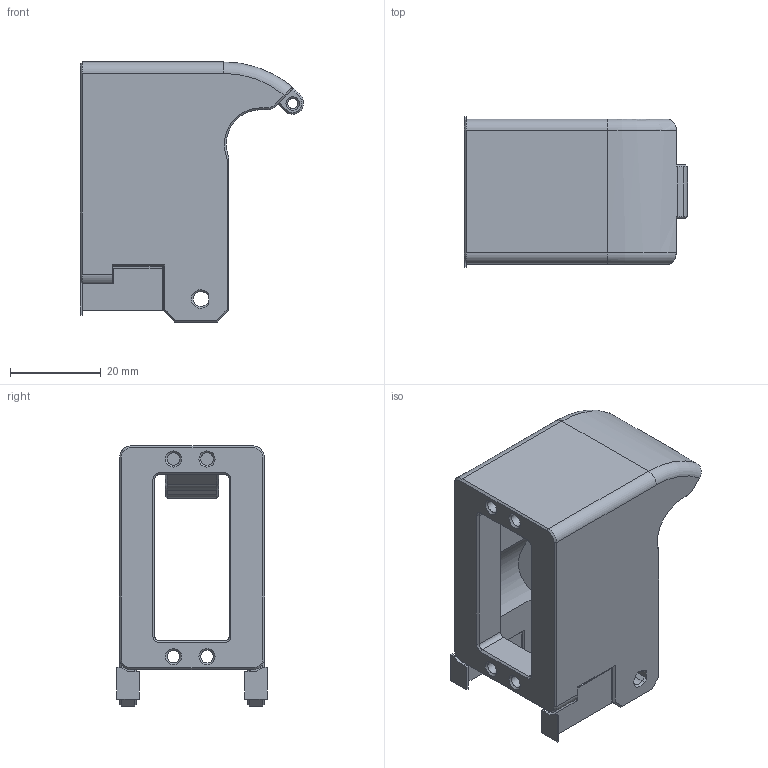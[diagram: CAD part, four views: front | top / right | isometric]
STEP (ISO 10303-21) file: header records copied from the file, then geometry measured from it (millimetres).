
FILE_DESCRIPTION (( 'STEP AP214' ), '1' );
FILE_NAME ('Servo Mount.step', '2024-05-30T13:05:25', ( '' ), ( '' ), 'SwSTEP 2.0', 'SolidWorks 2024', '' );
FILE_SCHEMA (( 'AUTOMOTIVE_DESIGN' ));
Length unit declared in the file: millimetre
Products named in the file (1): Servo Mount
Bounding box: 49.24 x 33.2 x 57.38 mm (x, y, z)
Volume: 22896.1 mm3; surface area: 13923.4 mm2
Topology: 3 solids, 4 shells, 268 faces, 676 edges, 420 vertices
Faces by surface type: plane 161, cylinder 45, cone 42, bspline 12, torus 8
Full cylindrical faces by diameter (mm): 2.2 x1, 2.75 x4
Entity records: 10715 total; most frequent: CARTESIAN_POINT 2035, ORIENTED_EDGE 1330, DIRECTION 1252, EDGE_CURVE 665, VECTOR 452, LINE 452, VERTEX_POINT 420, AXIS2_PLACEMENT_3D 400
